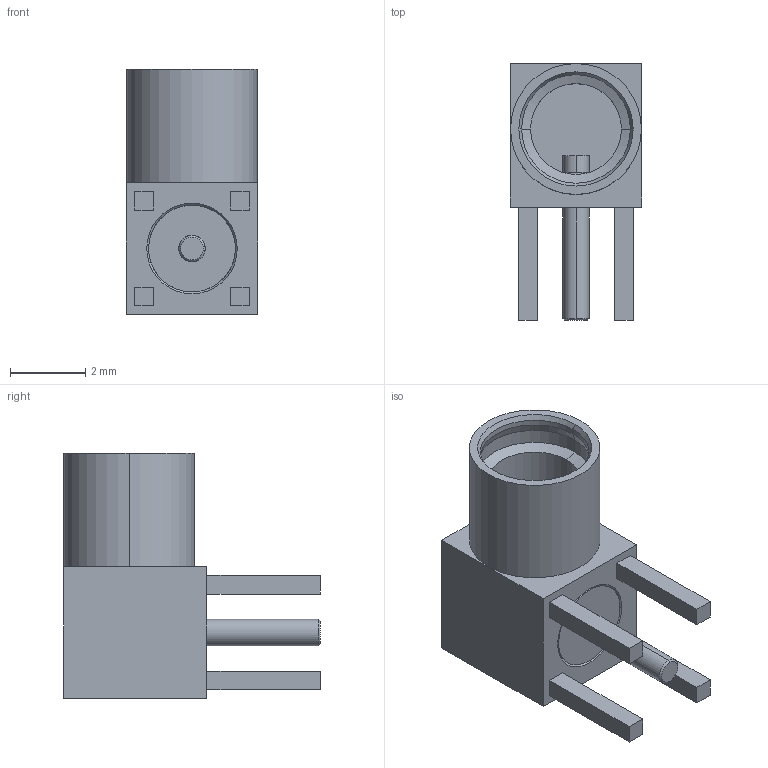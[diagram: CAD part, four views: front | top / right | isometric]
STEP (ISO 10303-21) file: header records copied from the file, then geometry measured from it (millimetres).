
FILE_DESCRIPTION (( 'STEP AP214' ), '1' );
FILE_NAME ('47-465-D3.STEP', '2024-09-06T09:02:46', ( '' ), ( '' ), 'SwSTEP 2.0', 'SolidWorks 2024', '' );
FILE_SCHEMA (( 'AUTOMOTIVE_DESIGN' ));
Length unit declared in the file: millimetre
Products named in the file (1): 47-465-D3
Bounding box: 3.5 x 6.8 x 6.5 mm (x, y, z)
Surface area: 167.1 mm2 (no closed solid volume)
Topology: 0 solids, 3 shells, 51 faces, 118 edges, 75 vertices
Faces by surface type: plane 29, cylinder 12, cone 10
Entity records: 1445 total; most frequent: DIRECTION 257, CARTESIAN_POINT 245, ORIENTED_EDGE 226, EDGE_CURVE 118, AXIS2_PLACEMENT_3D 87, LINE 83, VECTOR 83, VERTEX_POINT 75
